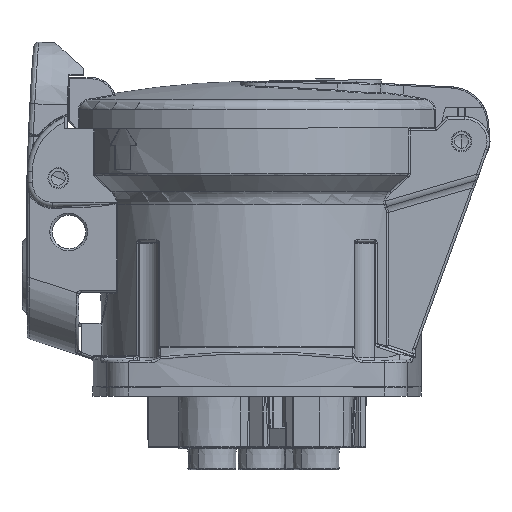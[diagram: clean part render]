
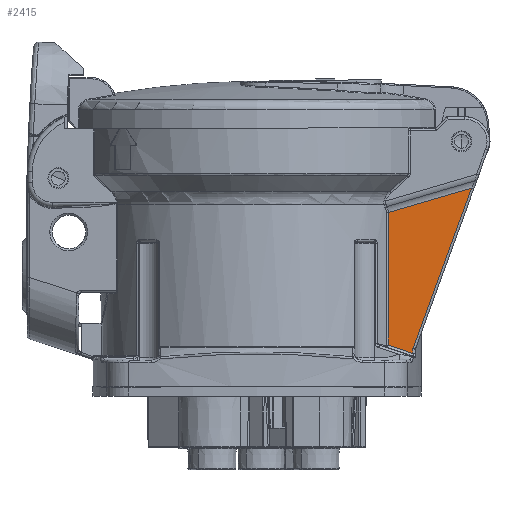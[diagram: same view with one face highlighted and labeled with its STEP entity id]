
A CAD part, left-side view. The second image highlights one B-rep face of the part: STEP entity #2415.
In plain terms, the highlighted planar face has unit normal (-1, 0, 0).
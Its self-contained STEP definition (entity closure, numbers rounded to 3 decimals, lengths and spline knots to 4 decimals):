
#112 = CARTESIAN_POINT ( 'NONE',  ( -0.6721, 1.2287, 0.8297 ) ) ;
#805 = ORIENTED_EDGE ( 'NONE', *, *, #63416, .T. ) ;
#1084 = VERTEX_POINT ( 'NONE', #14976 ) ;
#2415 = ADVANCED_FACE ( 'NONE', ( #20770 ), #10278, .T. ) ;
#4419 = CARTESIAN_POINT ( 'NONE',  ( -0.6721, 0.1362, 1.1499 ) ) ;
#4467 = VECTOR ( 'NONE', #40742, 39.3701 ) ;
#4777 = B_SPLINE_CURVE_WITH_KNOTS ( 'NONE', 3,
 ( #57280, #56624, #25403, #4419, #20653, #9818, #30835 ),
 .UNSPECIFIED., .F., .F.,
 ( 4, 3, 4 ),
 ( 0., 0.1878, 1. ),
 .UNSPECIFIED. ) ;
#5203 = DIRECTION ( 'NONE',  ( -1., 0., 0. ) ) ;
#5954 = CARTESIAN_POINT ( 'NONE',  ( -0.6721, -0.0251, 1.1236 ) ) ;
#9381 = EDGE_CURVE ( 'NONE', #24656, #1084, #38779, .T. ) ;
#9818 = CARTESIAN_POINT ( 'NONE',  ( -0.6721, 0.0287, 1.1134 ) ) ;
#10278 = PLANE ( 'NONE',  #49907 ) ;
#13992 = DIRECTION ( 'NONE',  ( 0., 0.96, -0.281 ) ) ;
#14604 = LINE ( 'NONE', #35301, #22132 ) ;
#14976 = CARTESIAN_POINT ( 'NONE',  ( -0.6721, 0.1734, 2.2267 ) ) ;
#17927 = EDGE_CURVE ( 'NONE', #1084, #34524, #66518, .T. ) ;
#20653 = CARTESIAN_POINT ( 'NONE',  ( -0.6721, 0.0824, 1.1316 ) ) ;
#20770 = FACE_OUTER_BOUND ( 'NONE', #26916, .T. ) ;
#22132 = VECTOR ( 'NONE', #56001, 39.3701 ) ;
#23506 = ORIENTED_EDGE ( 'NONE', *, *, #17927, .T. ) ;
#24656 = VERTEX_POINT ( 'NONE', #42006 ) ;
#25201 = DIRECTION ( 'NONE',  ( 0., 1., 0. ) ) ;
#25403 = CARTESIAN_POINT ( 'NONE',  ( -0.6721, 0.1486, 1.1541 ) ) ;
#26916 = EDGE_LOOP ( 'NONE', ( #44250, #23506, #64308, #805, #55900 ) ) ;
#28109 = EDGE_CURVE ( 'NONE', #34524, #48700, #4777, .T. ) ;
#28608 = VECTOR ( 'NONE', #42238, 39.3701 ) ;
#30835 = CARTESIAN_POINT ( 'NONE',  ( -0.6721, -0.0251, 1.0951 ) ) ;
#34524 = VERTEX_POINT ( 'NONE', #60824 ) ;
#34888 = EDGE_CURVE ( 'NONE', #65444, #24656, #14604, .T. ) ;
#35301 = CARTESIAN_POINT ( 'NONE',  ( -0.6721, 0.2195, 0.4623 ) ) ;
#36549 = CARTESIAN_POINT ( 'NONE',  ( -0.6721, -0.0251, 1.1342 ) ) ;
#38779 = LINE ( 'NONE', #59456, #39077 ) ;
#39077 = VECTOR ( 'NONE', #13992, 39.3701 ) ;
#40742 = DIRECTION ( 'NONE',  ( 0., 0., -1. ) ) ;
#42006 = CARTESIAN_POINT ( 'NONE',  ( -0.6721, -0.4939, 2.4223 ) ) ;
#42238 = DIRECTION ( 'NONE',  ( 0., 0., 1. ) ) ;
#44250 = ORIENTED_EDGE ( 'NONE', *, *, #9381, .T. ) ;
#48700 = VERTEX_POINT ( 'NONE', #51480 ) ;
#49907 = AXIS2_PLACEMENT_3D ( 'NONE', #112, #5203, #25201 ) ;
#51480 = CARTESIAN_POINT ( 'NONE',  ( -0.6721, -0.0251, 1.0951 ) ) ;
#55900 = ORIENTED_EDGE ( 'NONE', *, *, #34888, .T. ) ;
#56001 = DIRECTION ( 'NONE',  ( 0., -0.342, 0.94 ) ) ;
#56331 = CARTESIAN_POINT ( 'NONE',  ( -0.6721, 0.1734, 1.1537 ) ) ;
#56624 = CARTESIAN_POINT ( 'NONE',  ( -0.6721, 0.161, 1.1583 ) ) ;
#56826 = LINE ( 'NONE', #5954, #28608 ) ;
#57280 = CARTESIAN_POINT ( 'NONE',  ( -0.6721, 0.1734, 1.1626 ) ) ;
#59456 = CARTESIAN_POINT ( 'NONE',  ( -0.6721, 0.1663, 2.2288 ) ) ;
#60824 = CARTESIAN_POINT ( 'NONE',  ( -0.6721, 0.1734, 1.1626 ) ) ;
#63416 = EDGE_CURVE ( 'NONE', #48700, #65444, #56826, .T. ) ;
#64308 = ORIENTED_EDGE ( 'NONE', *, *, #28109, .T. ) ;
#65444 = VERTEX_POINT ( 'NONE', #36549 ) ;
#66518 = LINE ( 'NONE', #56331, #4467 ) ;
